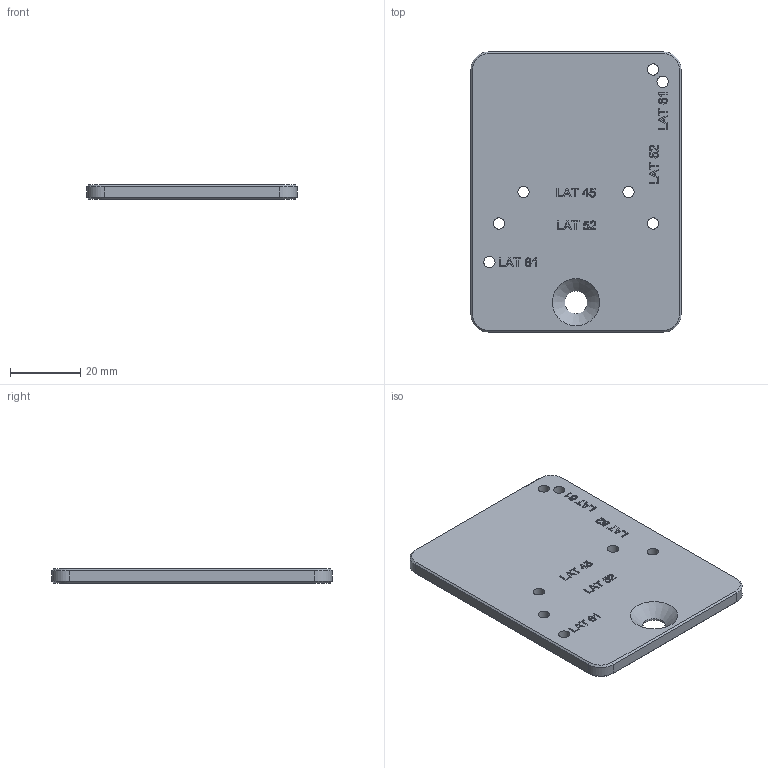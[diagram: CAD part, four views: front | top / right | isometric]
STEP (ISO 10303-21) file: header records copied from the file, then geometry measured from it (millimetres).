
FILE_DESCRIPTION(/* description */ ('Adapterplatte LAT'),/* implementation_level */ '2;1');
FILE_NAME(/* name */ 'UBT-KU-PH-MP-LAT.stp',/* time_stamp */ '2024-08-23T08:42:11+02:00',/* author */ ('ck'),/* organization */ ('di-soric GmbH & Co. KG'),/* preprocessor_version */ 'ST-DEVELOPER v20',/* originating_system */ 'Autodesk Inventor 2024',/* authorisation */ '');
FILE_SCHEMA (('AUTOMOTIVE_DESIGN { 1 0 10303 214 3 1 1 }'));
Length unit declared in the file: millimetre
Products named in the file (1): 590.0538.221
Bounding box: 60 x 80 x 4 mm (x, y, z)
Volume: 18510.8 mm3; surface area: 10655.3 mm2
Topology: 1 solids, 1 shells, 337 faces, 889 edges, 587 vertices
Faces by surface type: plane 227, bspline 89, cylinder 12, cone 9
Full cylindrical faces by diameter (mm): 3.242 x7, 6.5 x1
Entity records: 10927 total; most frequent: CARTESIAN_POINT 3089, ORIENTED_EDGE 1778, DIRECTION 1242, EDGE_CURVE 889, LINE 678, VECTOR 678, VERTEX_POINT 587, EDGE_LOOP 386
